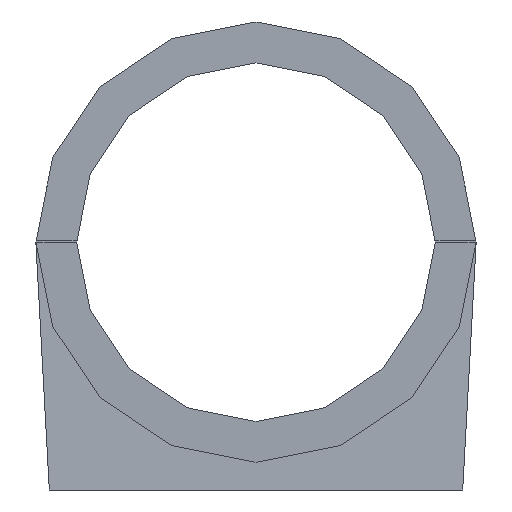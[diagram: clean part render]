
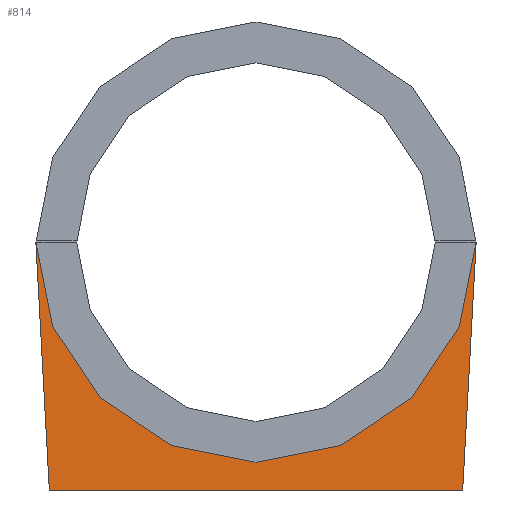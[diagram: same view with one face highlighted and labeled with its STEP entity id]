
A CAD part, front view. The second image highlights one B-rep face of the part: STEP entity #814.
In plain terms, the highlighted planar face has unit normal (0, -0.999, 0.043).
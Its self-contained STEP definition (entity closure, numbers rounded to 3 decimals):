
#18=FACE_OUTER_BOUND('',#61,.T.);
#61=EDGE_LOOP('',(#541,#542,#543,#544,#545,#546,#547,#548,#549,#550,#551));
#111=LINE('',#1128,#229);
#112=LINE('',#1130,#230);
#113=LINE('',#1132,#231);
#114=LINE('',#1134,#232);
#115=LINE('',#1136,#233);
#116=LINE('',#1138,#234);
#117=LINE('',#1140,#235);
#118=LINE('',#1142,#236);
#119=LINE('',#1144,#237);
#120=LINE('',#1146,#238);
#121=LINE('',#1147,#239);
#229=VECTOR('',#916,10.);
#230=VECTOR('',#917,10.);
#231=VECTOR('',#918,10.);
#232=VECTOR('',#919,10.);
#233=VECTOR('',#920,10.);
#234=VECTOR('',#921,10.);
#235=VECTOR('',#922,10.);
#236=VECTOR('',#923,10.);
#237=VECTOR('',#924,10.);
#238=VECTOR('',#925,10.);
#239=VECTOR('',#926,10.);
#347=VERTEX_POINT('',#1126);
#348=VERTEX_POINT('',#1127);
#349=VERTEX_POINT('',#1129);
#350=VERTEX_POINT('',#1131);
#351=VERTEX_POINT('',#1133);
#352=VERTEX_POINT('',#1135);
#353=VERTEX_POINT('',#1137);
#354=VERTEX_POINT('',#1139);
#355=VERTEX_POINT('',#1141);
#356=VERTEX_POINT('',#1143);
#357=VERTEX_POINT('',#1145);
#423=EDGE_CURVE('',#347,#348,#111,.T.);
#424=EDGE_CURVE('',#349,#347,#112,.T.);
#425=EDGE_CURVE('',#350,#349,#113,.T.);
#426=EDGE_CURVE('',#351,#350,#114,.T.);
#427=EDGE_CURVE('',#352,#351,#115,.T.);
#428=EDGE_CURVE('',#353,#352,#116,.T.);
#429=EDGE_CURVE('',#354,#353,#117,.T.);
#430=EDGE_CURVE('',#355,#354,#118,.T.);
#431=EDGE_CURVE('',#356,#355,#119,.T.);
#432=EDGE_CURVE('',#357,#356,#120,.T.);
#433=EDGE_CURVE('',#357,#348,#121,.T.);
#541=ORIENTED_EDGE('',*,*,#423,.F.);
#542=ORIENTED_EDGE('',*,*,#424,.F.);
#543=ORIENTED_EDGE('',*,*,#425,.F.);
#544=ORIENTED_EDGE('',*,*,#426,.F.);
#545=ORIENTED_EDGE('',*,*,#427,.F.);
#546=ORIENTED_EDGE('',*,*,#428,.F.);
#547=ORIENTED_EDGE('',*,*,#429,.F.);
#548=ORIENTED_EDGE('',*,*,#430,.F.);
#549=ORIENTED_EDGE('',*,*,#431,.F.);
#550=ORIENTED_EDGE('',*,*,#432,.F.);
#551=ORIENTED_EDGE('',*,*,#433,.T.);
#771=PLANE('',#859);
#814=ADVANCED_FACE('',(#18),#771,.T.);
#859=AXIS2_PLACEMENT_3D('',#1125,#914,#915);
#914=DIRECTION('center_axis',(0.,-0.999,
0.043));
#915=DIRECTION('ref_axis',(1.,0.,0.));
#916=DIRECTION('',(-0.054,-0.042,-0.998));
#917=DIRECTION('',(0.195,0.042,0.98));
#918=DIRECTION('',(0.555,0.035,0.831));
#919=DIRECTION('',(0.831,0.024,0.555));
#920=DIRECTION('',(0.981,0.008,0.195));
#921=DIRECTION('',(0.981,-0.008,-0.195));
#922=DIRECTION('',(0.831,-0.024,-0.555));
#923=DIRECTION('',(0.555,-0.035,-0.831));
#924=DIRECTION('',(0.195,-0.042,-0.98));
#925=DIRECTION('',(-0.054,0.042,0.998));
#926=DIRECTION('',(1.,0.,0.));
#1125=CARTESIAN_POINT('Origin',(-100.489,-257.496,582.707));
#1126=CARTESIAN_POINT('',(-79.614,-257.,594.365));
#1127=CARTESIAN_POINT('',(-80.889,-258.,570.865));
#1128=CARTESIAN_POINT('',(-80.594,-257.769,576.303));
#1129=CARTESIAN_POINT('',(-81.203,-257.34,586.376));
#1130=CARTESIAN_POINT('',(-81.118,-257.322,586.805));
#1131=CARTESIAN_POINT('',(-85.728,-257.628,579.604));
#1132=CARTESIAN_POINT('',(-85.001,-257.582,580.693));
#1133=CARTESIAN_POINT('',(-92.5,-257.821,575.079));
#1134=CARTESIAN_POINT('',(-90.084,-257.752,576.694));
#1135=CARTESIAN_POINT('',(-100.489,-257.888,573.49));
#1136=CARTESIAN_POINT('',(-95.6,-257.847,574.463));
#1137=CARTESIAN_POINT('',(-108.477,-257.821,575.079));
#1138=CARTESIAN_POINT('',(-101.384,-257.881,573.668));
#1139=CARTESIAN_POINT('',(-115.249,-257.628,579.604));
#1140=CARTESIAN_POINT('',(-107.509,-257.848,574.432));
#1141=CARTESIAN_POINT('',(-119.774,-257.34,586.376));
#1142=CARTESIAN_POINT('',(-113.717,-257.726,577.311));
#1143=CARTESIAN_POINT('',(-121.363,-257.,594.365));
#1144=CARTESIAN_POINT('',(-119.066,-257.491,582.817));
#1145=CARTESIAN_POINT('',(-120.089,-258.,570.865));
#1146=CARTESIAN_POINT('',(-121.02,-257.269,588.032));
#1147=CARTESIAN_POINT('',(-120.089,-258.,570.865));
